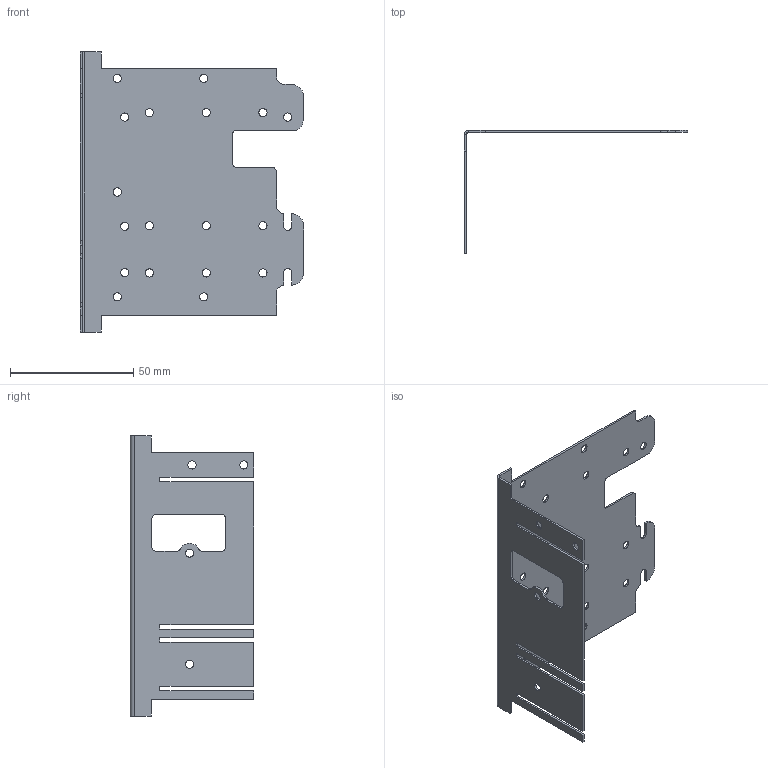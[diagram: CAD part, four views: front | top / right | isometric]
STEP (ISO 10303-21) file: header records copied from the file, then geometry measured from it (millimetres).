
FILE_DESCRIPTION(/* description */ (''),/* implementation_level */ '2;1');
FILE_NAME(/* name */ 'X-Y+ Corner (x1).step',/* time_stamp */ '2022-01-11T16:24:13-08:00',/* author */ (''),/* organization */ (''),/* preprocessor_version */ 'ST-DEVELOPER v18.1',/* originating_system */ 'Autodesk Translation Framework v10.10.0.1391',/* authorisation */ '');
FILE_SCHEMA (('AUTOMOTIVE_DESIGN { 1 0 10303 214 3 1 1 }'));
Length unit declared in the file: millimetre
Products named in the file (1): X-Y+ Corner (x1)
Bounding box: 90.5 x 50 x 113.5 mm (x, y, z)
Volume: 10027.7 mm3; surface area: 25645 mm2
Topology: 1 solids, 1 shells, 96 faces, 274 edges, 180 vertices
Faces by surface type: plane 53, cylinder 43
Full cylindrical faces by diameter (mm): 3.3 x22
Entity records: 3272 total; most frequent: DIRECTION 554, CARTESIAN_POINT 551, ORIENTED_EDGE 548, EDGE_CURVE 274, LINE 188, VECTOR 188, AXIS2_PLACEMENT_3D 183, VERTEX_POINT 180
